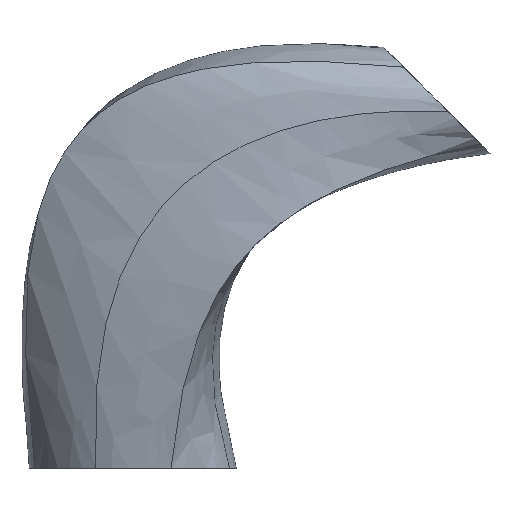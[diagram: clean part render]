
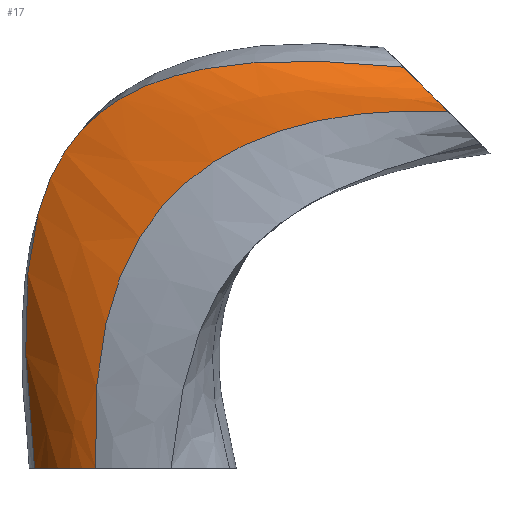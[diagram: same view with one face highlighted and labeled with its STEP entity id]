
A CAD part, front view. The second image highlights one B-rep face of the part: STEP entity #17.
In plain terms, the highlighted free-form (B-spline) face has degree [3, 2] with [5, 3] control points.
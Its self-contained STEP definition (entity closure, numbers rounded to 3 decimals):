
#17=ADVANCED_FACE('',(#27),#161,.T.);
#27=FACE_OUTER_BOUND('',#37,.T.);
#37=EDGE_LOOP('',(#56,#57,#58,#59));
#56=ORIENTED_EDGE('',*,*,#102,.T.);
#57=ORIENTED_EDGE('',*,*,#98,.T.);
#58=ORIENTED_EDGE('',*,*,#100,.T.);
#59=ORIENTED_EDGE('',*,*,#101,.F.);
#98=EDGE_CURVE('',#144,#145,#122,.T.);
#100=EDGE_CURVE('',#145,#147,#124,.T.);
#101=EDGE_CURVE('',#146,#147,#125,.T.);
#102=EDGE_CURVE('',#146,#144,#126,.T.);
#122=(
BOUNDED_CURVE()
B_SPLINE_CURVE(3,(#426,#427,#428,#429,#430),.UNSPECIFIED.,.F.,.F.)
B_SPLINE_CURVE_WITH_KNOTS((4,1,4),(0.,25.607,50.019),
 .UNSPECIFIED.)
CURVE()
GEOMETRIC_REPRESENTATION_ITEM()
RATIONAL_B_SPLINE_CURVE((1.,1.,1.,1.,1.))
REPRESENTATION_ITEM('')
);
#124=(
BOUNDED_CURVE()
B_SPLINE_CURVE(2,(#434,#435,#436),.UNSPECIFIED.,.F.,.F.)
B_SPLINE_CURVE_WITH_KNOTS((3,3),(-43.993,-35.79),
 .UNSPECIFIED.)
CURVE()
GEOMETRIC_REPRESENTATION_ITEM()
RATIONAL_B_SPLINE_CURVE((1.,0.904,1.))
REPRESENTATION_ITEM('')
);
#125=(
BOUNDED_CURVE()
B_SPLINE_CURVE(3,(#437,#438,#439,#440,#441,#442,#443),.UNSPECIFIED.,.F.,
 .F.)
B_SPLINE_CURVE_WITH_KNOTS((4,3,4),(0.,25.607,50.019),
 .UNSPECIFIED.)
CURVE()
GEOMETRIC_REPRESENTATION_ITEM()
RATIONAL_B_SPLINE_CURVE((1.,1.056,1.054,1.,1.052,
1.056,1.))
REPRESENTATION_ITEM('')
);
#126=(
BOUNDED_CURVE()
B_SPLINE_CURVE(2,(#444,#445,#446),.UNSPECIFIED.,.F.,.F.)
B_SPLINE_CURVE_WITH_KNOTS((3,3),(35.79,43.993),
 .UNSPECIFIED.)
CURVE()
GEOMETRIC_REPRESENTATION_ITEM()
RATIONAL_B_SPLINE_CURVE((1.,0.904,1.))
REPRESENTATION_ITEM('')
);
#144=VERTEX_POINT('',#390);
#145=VERTEX_POINT('',#391);
#146=VERTEX_POINT('',#392);
#147=VERTEX_POINT('',#393);
#161=(
BOUNDED_SURFACE()
B_SPLINE_SURFACE(3,2,((#309,#310,#311),(#312,#313,#314),(#315,#316,#317),
(#318,#319,#320),(#321,#322,#323)),.UNSPECIFIED.,.F.,.F.,.F.)
B_SPLINE_SURFACE_WITH_KNOTS((4,1,4),(3,3),(0.,25.607,50.019),
(-43.993,-35.79),.UNSPECIFIED.)
GEOMETRIC_REPRESENTATION_ITEM()
RATIONAL_B_SPLINE_SURFACE(((1.,0.836,0.856),(1.,
0.945,0.952),(1.,1.055,1.048),
(1.,0.946,0.952),(1.,0.836,0.856)))
REPRESENTATION_ITEM('')
SURFACE()
);
#309=CARTESIAN_POINT('',(-21.131,-8.884,-8.179));
#310=CARTESIAN_POINT('',(-24.097,-7.745,-8.179));
#311=CARTESIAN_POINT('',(-25.098,-4.73,-8.179));
#312=CARTESIAN_POINT('',(-21.511,-10.608,-0.136));
#313=CARTESIAN_POINT('',(-24.036,-10.177,2.247));
#314=CARTESIAN_POINT('',(-26.445,-9.008,3.379));
#315=CARTESIAN_POINT('',(-18.496,-12.563,11.391));
#316=CARTESIAN_POINT('',(-21.133,-12.481,13.474));
#317=CARTESIAN_POINT('',(-24.643,-13.087,16.021));
#318=CARTESIAN_POINT('',(-6.3,-11.613,15.321));
#319=CARTESIAN_POINT('',(-9.78,-12.02,16.866));
#320=CARTESIAN_POINT('',(-12.126,-11.828,19.003));
#321=CARTESIAN_POINT('',(1.715,-10.381,14.979));
#322=CARTESIAN_POINT('',(0.115,-10.858,16.576));
#323=CARTESIAN_POINT('',(-1.161,-9.412,17.85));
#390=CARTESIAN_POINT('',(-21.131,-8.884,-8.179));
#391=CARTESIAN_POINT('',(1.715,-10.381,14.979));
#392=CARTESIAN_POINT('',(-25.098,-4.73,-8.179));
#393=CARTESIAN_POINT('',(-1.161,-9.412,17.85));
#426=CARTESIAN_POINT('',(-21.131,-8.884,-8.179));
#427=CARTESIAN_POINT('',(-21.511,-10.608,-0.136));
#428=CARTESIAN_POINT('',(-18.496,-12.563,11.391));
#429=CARTESIAN_POINT('',(-6.3,-11.613,15.321));
#430=CARTESIAN_POINT('',(1.715,-10.381,14.979));
#434=CARTESIAN_POINT('',(1.715,-10.381,14.979));
#435=CARTESIAN_POINT('',(0.115,-10.858,16.576));
#436=CARTESIAN_POINT('',(-1.161,-9.412,17.85));
#437=CARTESIAN_POINT('',(-25.098,-4.73,-8.179));
#438=CARTESIAN_POINT('',(-26.445,-9.008,3.379));
#439=CARTESIAN_POINT('',(-25.479,-11.194,10.156));
#440=CARTESIAN_POINT('',(-21.928,-11.848,13.899));
#441=CARTESIAN_POINT('',(-18.536,-12.473,17.476));
#442=CARTESIAN_POINT('',(-12.126,-11.828,19.003));
#443=CARTESIAN_POINT('',(-1.161,-9.412,17.85));
#444=CARTESIAN_POINT('',(-25.098,-4.73,-8.179));
#445=CARTESIAN_POINT('',(-24.097,-7.745,-8.179));
#446=CARTESIAN_POINT('',(-21.131,-8.884,-8.179));
